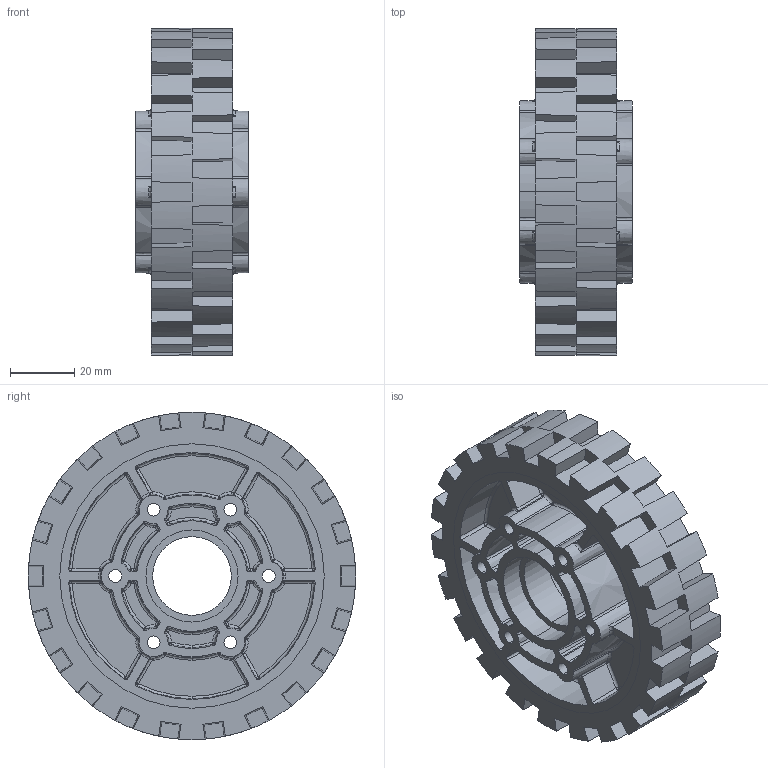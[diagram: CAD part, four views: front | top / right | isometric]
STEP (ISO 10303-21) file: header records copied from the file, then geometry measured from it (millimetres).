
FILE_DESCRIPTION (( 'STEP AP214' ), '1' );
FILE_NAME ('4 in HiGrip Wheel.STEP', '2012-12-03T14:13:26', ( '' ), ( '' ), 'SwSTEP 2.0', 'SolidWorks 2010', '' );
FILE_SCHEMA (( 'AUTOMOTIVE_DESIGN' ));
Length unit declared in the file: millimetre
Products named in the file (3): 4in 2013 Hub; 4 in tread; 4 in HiGrip Wheel
Assembly tree (2 placements, depth 2):
  4 in HiGrip Wheel
    4in 2013 Hub
    4 in tread
Bounding box: 34.92 x 101.58 x 101.6 mm (x, y, z)
Volume: 123490.8 mm3; surface area: 76017.2 mm2
Topology: 3 solids, 3 shells, 909 faces, 2171 edges, 1284 vertices
Faces by surface type: plane 258, sphere 192, bspline 144, torus 125, cone 108, cylinder 82
Entity records: 29385 total; most frequent: CARTESIAN_POINT 9169, ORIENTED_EDGE 4342, DIRECTION 4240, EDGE_CURVE 2171, AXIS2_PLACEMENT_3D 1843, VERTEX_POINT 1284, CIRCLE 1073, EDGE_LOOP 955
